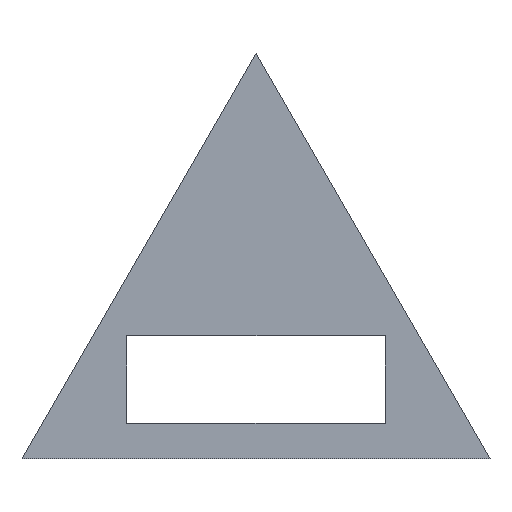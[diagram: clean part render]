
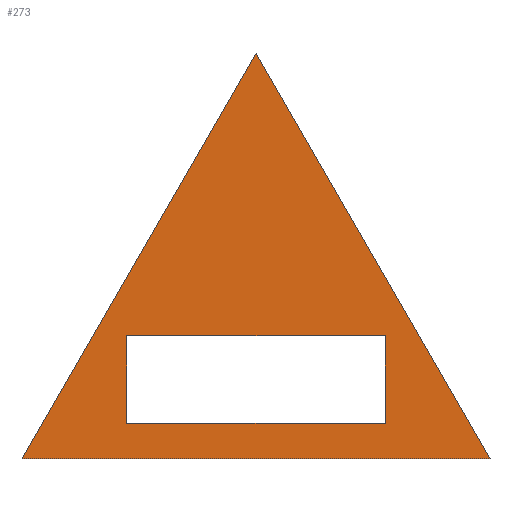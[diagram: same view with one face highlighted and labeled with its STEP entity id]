
A CAD part, top view. The second image highlights one B-rep face of the part: STEP entity #273.
In plain terms, the highlighted planar face has unit normal (0, 0, 1).
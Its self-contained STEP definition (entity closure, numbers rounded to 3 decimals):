
#4 = VECTOR ( 'NONE', #23, 1000. ) ;
#17 = AXIS2_PLACEMENT_3D ( 'NONE', #243, #43, #66 ) ;
#23 = DIRECTION ( 'NONE',  ( 1., 0., 0. ) ) ;
#25 = CARTESIAN_POINT ( 'NONE',  ( 40., 69.282, 10. ) ) ;
#27 = DIRECTION ( 'NONE',  ( -0.5, -0.866, 0. ) ) ;
#30 = EDGE_CURVE ( 'NONE', #148, #280, #82, .T. ) ;
#31 = VECTOR ( 'NONE', #201, 1000. ) ;
#32 = LINE ( 'NONE', #230, #4 ) ;
#36 = VECTOR ( 'NONE', #250, 1000. ) ;
#39 = VERTEX_POINT ( 'NONE', #238 ) ;
#43 = DIRECTION ( 'NONE',  ( 0., 0., 1. ) ) ;
#48 = FACE_OUTER_BOUND ( 'NONE', #214, .T. ) ;
#52 = DIRECTION ( 'NONE',  ( 0., 1., 0. ) ) ;
#64 = EDGE_LOOP ( 'NONE', ( #216, #171, #187, #215 ) ) ;
#65 = FACE_BOUND ( 'NONE', #64, .T. ) ;
#66 = DIRECTION ( 'NONE',  ( 1., 0., 0. ) ) ;
#68 = EDGE_CURVE ( 'NONE', #280, #109, #204, .T. ) ;
#70 = LINE ( 'NONE', #116, #31 ) ;
#71 = CARTESIAN_POINT ( 'NONE',  ( 62.102, 21., 10. ) ) ;
#77 = CARTESIAN_POINT ( 'NONE',  ( 17.898, 6., 10. ) ) ;
#80 = EDGE_CURVE ( 'NONE', #86, #108, #185, .T. ) ;
#82 = LINE ( 'NONE', #255, #169 ) ;
#86 = VERTEX_POINT ( 'NONE', #249 ) ;
#98 = CARTESIAN_POINT ( 'NONE',  ( 0., 0., 10. ) ) ;
#108 = VERTEX_POINT ( 'NONE', #275 ) ;
#109 = VERTEX_POINT ( 'NONE', #77 ) ;
#110 = EDGE_CURVE ( 'NONE', #285, #148, #182, .T. ) ;
#116 = CARTESIAN_POINT ( 'NONE',  ( 80., 0., 10. ) ) ;
#117 = DIRECTION ( 'NONE',  ( 0., -1., 0. ) ) ;
#119 = EDGE_CURVE ( 'NONE', #109, #285, #32, .T. ) ;
#125 = EDGE_CURVE ( 'NONE', #108, #39, #70, .T. ) ;
#129 = EDGE_CURVE ( 'NONE', #39, #86, #288, .T. ) ;
#139 = CARTESIAN_POINT ( 'NONE',  ( 17.898, 21., 10. ) ) ;
#145 = DIRECTION ( 'NONE',  ( -1., 0., 0. ) ) ;
#147 = VECTOR ( 'NONE', #117, 1000. ) ;
#148 = VERTEX_POINT ( 'NONE', #71 ) ;
#153 = PLANE ( 'NONE',  #17 ) ;
#161 = CARTESIAN_POINT ( 'NONE',  ( 62.102, 6., 10. ) ) ;
#169 = VECTOR ( 'NONE', #145, 1000. ) ;
#171 = ORIENTED_EDGE ( 'NONE', *, *, #30, .F. ) ;
#182 = LINE ( 'NONE', #233, #257 ) ;
#185 = LINE ( 'NONE', #98, #36 ) ;
#187 = ORIENTED_EDGE ( 'NONE', *, *, #110, .F. ) ;
#194 = VECTOR ( 'NONE', #27, 1000. ) ;
#201 = DIRECTION ( 'NONE',  ( -0.5, 0.866, 0. ) ) ;
#204 = LINE ( 'NONE', #139, #147 ) ;
#214 = EDGE_LOOP ( 'NONE', ( #259, #278, #241 ) ) ;
#215 = ORIENTED_EDGE ( 'NONE', *, *, #119, .F. ) ;
#216 = ORIENTED_EDGE ( 'NONE', *, *, #68, .F. ) ;
#230 = CARTESIAN_POINT ( 'NONE',  ( 17.898, 6., 10. ) ) ;
#233 = CARTESIAN_POINT ( 'NONE',  ( 62.102, 21., 10. ) ) ;
#238 = CARTESIAN_POINT ( 'NONE',  ( 40., 69.282, 10. ) ) ;
#241 = ORIENTED_EDGE ( 'NONE', *, *, #125, .T. ) ;
#243 = CARTESIAN_POINT ( 'NONE',  ( 0., 0., 10. ) ) ;
#249 = CARTESIAN_POINT ( 'NONE',  ( 0., 0., 10. ) ) ;
#250 = DIRECTION ( 'NONE',  ( 1., 0., 0. ) ) ;
#251 = CARTESIAN_POINT ( 'NONE',  ( 17.898, 21., 10. ) ) ;
#255 = CARTESIAN_POINT ( 'NONE',  ( 17.898, 21., 10. ) ) ;
#257 = VECTOR ( 'NONE', #52, 1000. ) ;
#259 = ORIENTED_EDGE ( 'NONE', *, *, #129, .T. ) ;
#273 = ADVANCED_FACE ( 'NONE', ( #65, #48 ), #153, .T. ) ;
#275 = CARTESIAN_POINT ( 'NONE',  ( 80., 0., 10. ) ) ;
#278 = ORIENTED_EDGE ( 'NONE', *, *, #80, .T. ) ;
#280 = VERTEX_POINT ( 'NONE', #251 ) ;
#285 = VERTEX_POINT ( 'NONE', #161 ) ;
#288 = LINE ( 'NONE', #25, #194 ) ;
